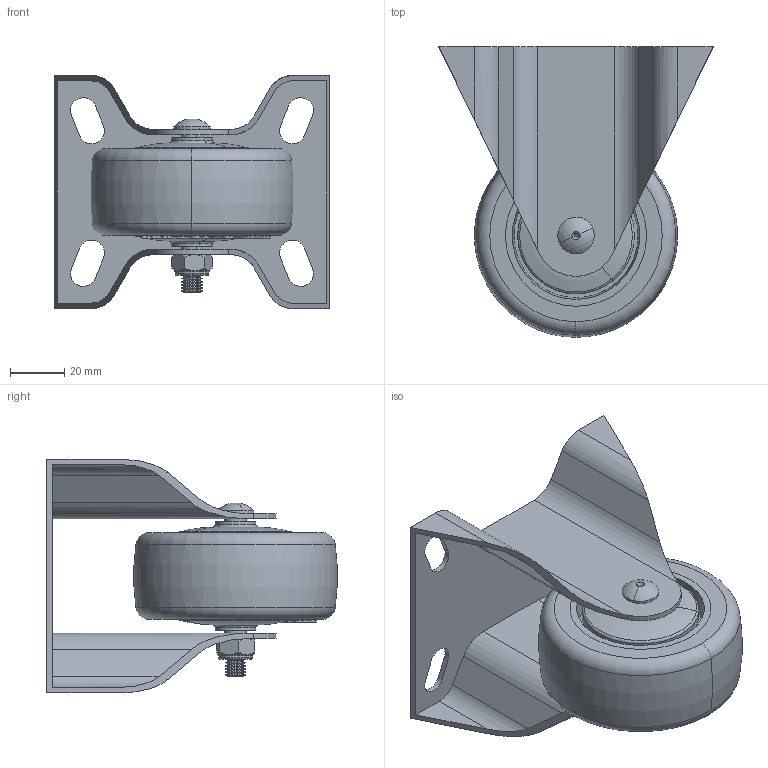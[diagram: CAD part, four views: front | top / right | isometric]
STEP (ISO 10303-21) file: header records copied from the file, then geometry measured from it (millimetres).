
FILE_DESCRIPTION (( 'STEP AP203' ), '1' );
FILE_NAME ('R3105.STEP', '2020-02-21T08:54:46', ( '' ), ( '' ), 'SwSTEP 2.0', 'SolidWorks 2013', '' );
FILE_SCHEMA (( 'CONFIG_CONTROL_DESIGN' ));
Length unit declared in the file: millimetre
Products named in the file (1): R3105
Bounding box: 101 x 106.91 x 86 mm (x, y, z)
Volume: 159990.2 mm3; surface area: 85245.1 mm2
Topology: 8 solids, 9 shells, 593 faces, 1427 edges, 889 vertices
Faces by surface type: plane 242, torus 106, cylinder 94, cone 78, bspline 71, sphere 2
Entity records: 21303 total; most frequent: CARTESIAN_POINT 7599, ORIENTED_EDGE 2854, DIRECTION 2764, EDGE_CURVE 1427, AXIS2_PLACEMENT_3D 998, VERTEX_POINT 889, VECTOR 768, LINE 768
